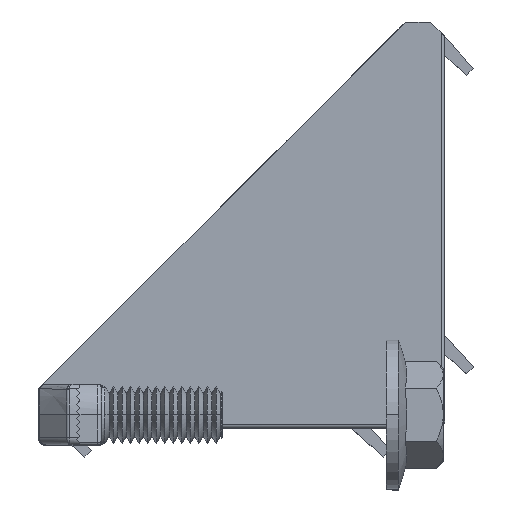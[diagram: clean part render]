
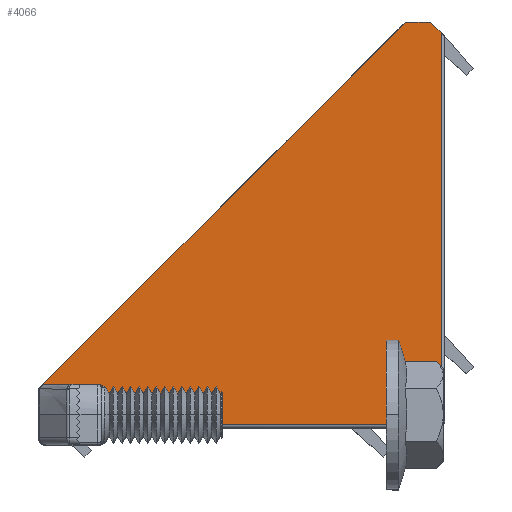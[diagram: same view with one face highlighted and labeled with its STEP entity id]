
A CAD part, top view. The second image highlights one B-rep face of the part: STEP entity #4066.
In plain terms, the highlighted planar face has unit normal (0.012, -0.012, 1).
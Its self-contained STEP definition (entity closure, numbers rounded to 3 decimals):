
#15 = DIRECTION ( 'NONE',  ( 0., 1., 0.012 ) ) ;
#38 = LINE ( 'NONE', #20385, #17732 ) ;
#300 = EDGE_CURVE ( 'NONE', #15432, #19152, #18588, .T. ) ;
#591 = EDGE_CURVE ( 'NONE', #2566, #11198, #22104, .T. ) ;
#1172 = ORIENTED_EDGE ( 'NONE', *, *, #2914, .T. ) ;
#1519 = VERTEX_POINT ( 'NONE', #8467 ) ;
#2117 = CARTESIAN_POINT ( 'NONE',  ( -5.509, 0.494, 28.303 ) ) ;
#2566 = VERTEX_POINT ( 'NONE', #14712 ) ;
#2577 = LINE ( 'NONE', #12874, #19716 ) ;
#2906 = DIRECTION ( 'NONE',  ( 0.012, -0.012, 1. ) ) ;
#2914 = EDGE_CURVE ( 'NONE', #19152, #5309, #10741, .T. ) ;
#3286 = EDGE_CURVE ( 'NONE', #12049, #14729, #15316, .T. ) ;
#3597 = CARTESIAN_POINT ( 'NONE',  ( -5.5, 57., 29. ) ) ;
#4066 = ADVANCED_FACE ( 'NONE', ( #16298 ), #18235, .T. ) ;
#4804 = ORIENTED_EDGE ( 'NONE', *, *, #12937, .T. ) ;
#5106 = ORIENTED_EDGE ( 'NONE', *, *, #17163, .T. ) ;
#5282 = CARTESIAN_POINT ( 'NONE',  ( -0.494, 0.994, 28.247 ) ) ;
#5309 = VERTEX_POINT ( 'NONE', #5282 ) ;
#5898 = CARTESIAN_POINT ( 'NONE',  ( -0.64, 0.64, 28.244 ) ) ;
#6637 = VECTOR ( 'NONE', #16964, 1000. ) ;
#7123 = DIRECTION ( 'NONE',  ( -1., 0., 0.012 ) ) ;
#7249 = CARTESIAN_POINT ( 'NONE',  ( -0.735, 0.545, 28.244 ) ) ;
#7454 = EDGE_LOOP ( 'NONE', ( #4804, #21504, #18963, #1172, #16320, #19966, #11561, #5106, #8348 ) ) ;
#7701 = CARTESIAN_POINT ( 'NONE',  ( -0.494, 0.859, 28.245 ) ) ;
#7945 = LINE ( 'NONE', #2117, #12467 ) ;
#8225 = EDGE_CURVE ( 'NONE', #1519, #2566, #16301, .T. ) ;
#8348 = ORIENTED_EDGE ( 'NONE', *, *, #3286, .T. ) ;
#8467 = CARTESIAN_POINT ( 'NONE',  ( -0.494, 55.494, 28.92 ) ) ;
#8487 = CARTESIAN_POINT ( 'NONE',  ( -57., 56.992, 29.636 ) ) ;
#8960 = CARTESIAN_POINT ( 'NONE',  ( -0.994, 0.494, 28.247 ) ) ;
#8962 = VERTEX_POINT ( 'NONE', #14269 ) ;
#9028 = VECTOR ( 'NONE', #7123, 1000. ) ;
#9171 = CARTESIAN_POINT ( 'NONE',  ( -0.64, 0.64, 28.244 ) ) ;
#9562 = AXIS2_PLACEMENT_3D ( 'NONE', #14795, #2906, #14872 ) ;
#10111 = VECTOR ( 'NONE', #15, 1000. ) ;
#10148 = DIRECTION ( 'NONE',  ( -0.707, -0.707, 0. ) ) ;
#10657 = CARTESIAN_POINT ( 'NONE',  ( -0.64, 0.64, 28.244 ) ) ;
#10741 =( BOUNDED_CURVE ( )  B_SPLINE_CURVE ( 3, ( #9171, #17923, #7701, #19637 ),
 .UNSPECIFIED., .F., .T. ) 
 B_SPLINE_CURVE_WITH_KNOTS ( ( 4, 4 ),
 ( 0., 0.785 ),
 .UNSPECIFIED. ) 
 CURVE ( )  GEOMETRIC_REPRESENTATION_ITEM ( )  RATIONAL_B_SPLINE_CURVE ( ( 1., 0.949, 0.949, 1. ) ) 
 REPRESENTATION_ITEM ( '' )  );
#10749 = VECTOR ( 'NONE', #15289, 1000. ) ;
#11198 = VERTEX_POINT ( 'NONE', #14433 ) ;
#11495 = EDGE_CURVE ( 'NONE', #5309, #1519, #19226, .T. ) ;
#11561 = ORIENTED_EDGE ( 'NONE', *, *, #591, .T. ) ;
#12049 = VERTEX_POINT ( 'NONE', #12633 ) ;
#12467 = VECTOR ( 'NONE', #17295, 1000. ) ;
#12633 = CARTESIAN_POINT ( 'NONE',  ( -57., 5.5, 29. ) ) ;
#12874 = CARTESIAN_POINT ( 'NONE',  ( -55.001, 0.001, 28.907 ) ) ;
#12937 = EDGE_CURVE ( 'NONE', #14729, #8962, #2577, .T. ) ;
#14216 = CARTESIAN_POINT ( 'NONE',  ( -0.994, 0.494, 28.247 ) ) ;
#14269 = CARTESIAN_POINT ( 'NONE',  ( -55.494, 0.494, 28.92 ) ) ;
#14433 = CARTESIAN_POINT ( 'NONE',  ( -5.5, 57., 29. ) ) ;
#14712 = CARTESIAN_POINT ( 'NONE',  ( -2., 57., 28.957 ) ) ;
#14729 = VERTEX_POINT ( 'NONE', #21385 ) ;
#14795 = CARTESIAN_POINT ( 'NONE',  ( -5.5, 57., 29. ) ) ;
#14872 = DIRECTION ( 'NONE',  ( 1., 0., -0.012 ) ) ;
#15289 = DIRECTION ( 'NONE',  ( 0., -1., -0.012 ) ) ;
#15316 = LINE ( 'NONE', #8487, #10749 ) ;
#15354 = EDGE_CURVE ( 'NONE', #8962, #15432, #7945, .T. ) ;
#15432 = VERTEX_POINT ( 'NONE', #14216 ) ;
#16298 = FACE_OUTER_BOUND ( 'NONE', #7454, .T. ) ;
#16301 = LINE ( 'NONE', #18683, #6637 ) ;
#16320 = ORIENTED_EDGE ( 'NONE', *, *, #11495, .T. ) ;
#16350 = DIRECTION ( 'NONE',  ( 0.707, -0.707, -0.017 ) ) ;
#16964 = DIRECTION ( 'NONE',  ( -0.707, 0.707, 0.017 ) ) ;
#17163 = EDGE_CURVE ( 'NONE', #11198, #12049, #38, .T. ) ;
#17232 = CARTESIAN_POINT ( 'NONE',  ( -0.494, 57.001, 28.938 ) ) ;
#17295 = DIRECTION ( 'NONE',  ( 1., 0., -0.012 ) ) ;
#17732 = VECTOR ( 'NONE', #10148, 1000. ) ;
#17923 = CARTESIAN_POINT ( 'NONE',  ( -0.545, 0.735, 28.244 ) ) ;
#18235 = PLANE ( 'NONE',  #9562 ) ;
#18588 =( BOUNDED_CURVE ( )  B_SPLINE_CURVE ( 3, ( #8960, #19205, #7249, #10657 ),
 .UNSPECIFIED., .F., .F. ) 
 B_SPLINE_CURVE_WITH_KNOTS ( ( 4, 4 ),
 ( 5.498, 6.283 ),
 .UNSPECIFIED. ) 
 CURVE ( )  GEOMETRIC_REPRESENTATION_ITEM ( )  RATIONAL_B_SPLINE_CURVE ( ( 1., 0.949, 0.949, 1. ) ) 
 REPRESENTATION_ITEM ( '' )  );
#18683 = CARTESIAN_POINT ( 'NONE',  ( -2.001, 57.001, 28.957 ) ) ;
#18963 = ORIENTED_EDGE ( 'NONE', *, *, #300, .T. ) ;
#19152 = VERTEX_POINT ( 'NONE', #5898 ) ;
#19205 = CARTESIAN_POINT ( 'NONE',  ( -0.859, 0.494, 28.245 ) ) ;
#19226 = LINE ( 'NONE', #17232, #10111 ) ;
#19637 = CARTESIAN_POINT ( 'NONE',  ( -0.494, 0.994, 28.247 ) ) ;
#19716 = VECTOR ( 'NONE', #16350, 1000. ) ;
#19966 = ORIENTED_EDGE ( 'NONE', *, *, #8225, .T. ) ;
#20385 = CARTESIAN_POINT ( 'NONE',  ( -5.5, 57., 29. ) ) ;
#21385 = CARTESIAN_POINT ( 'NONE',  ( -57., 2., 28.957 ) ) ;
#21504 = ORIENTED_EDGE ( 'NONE', *, *, #15354, .T. ) ;
#22104 = LINE ( 'NONE', #3597, #9028 ) ;
